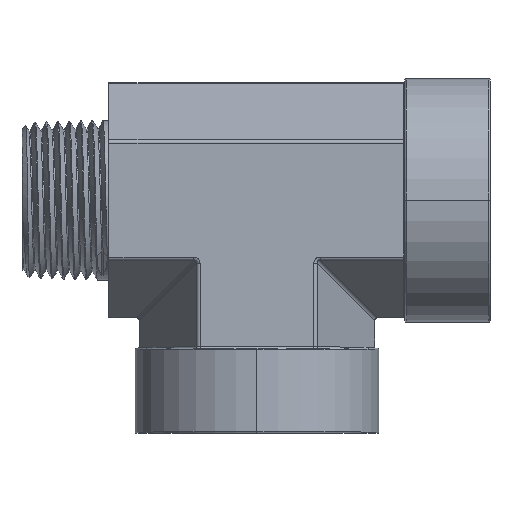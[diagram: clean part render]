
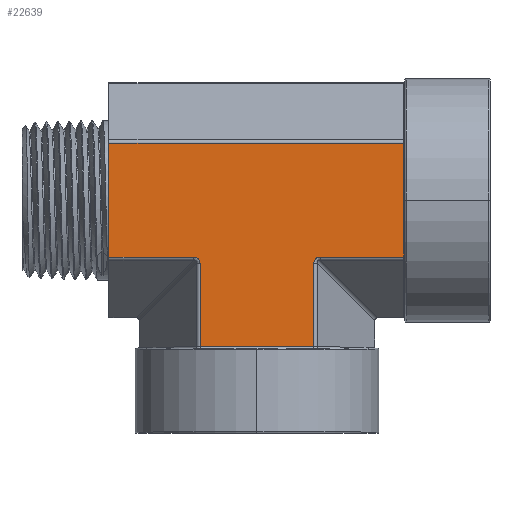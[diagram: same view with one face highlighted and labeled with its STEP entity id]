
A CAD part, top view. The second image highlights one B-rep face of the part: STEP entity #22639.
In plain terms, the highlighted planar face has unit normal (0, 0, 1).
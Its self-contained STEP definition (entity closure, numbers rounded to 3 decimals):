
#350=DIRECTION('',(0.,1.,0.));
#351=VECTOR('',#350,23.845);
#352=CARTESIAN_POINT('',(-31.,-11.922,21.45));
#353=LINE('',#352,#351);
#10913=DIRECTION('',(-1.,0.,0.));
#10914=VECTOR('',#10913,23.845);
#10915=CARTESIAN_POINT('',(11.922,-30.75,21.45));
#10916=LINE('',#10915,#10914);
#10920=DIRECTION('',(0.,1.,0.));
#10921=VECTOR('',#10920,17.442);
#10922=CARTESIAN_POINT('',(-11.922,-30.75,21.45));
#10923=LINE('',#10922,#10921);
#10927=CARTESIAN_POINT('',(-13.308,-11.922,
21.45));
#10928=CARTESIAN_POINT('',(-13.261,-11.922,
21.45));
#10929=CARTESIAN_POINT('',(-13.17,-11.926,
21.45));
#10930=CARTESIAN_POINT('',(-13.039,-11.942,
21.45));
#10931=CARTESIAN_POINT('',(-12.914,-11.969,
21.45));
#10932=CARTESIAN_POINT('',(-12.797,-12.004,
21.45));
#10933=CARTESIAN_POINT('',(-12.689,-12.047,
21.45));
#10934=CARTESIAN_POINT('',(-12.591,-12.096,
21.45));
#10935=CARTESIAN_POINT('',(-12.501,-12.151,
21.45));
#10936=CARTESIAN_POINT('',(-12.419,-12.21,
21.45));
#10937=CARTESIAN_POINT('',(-12.344,-12.274,21.45));
#10938=CARTESIAN_POINT('',(-12.274,-12.344,21.45));
#10939=CARTESIAN_POINT('',(-12.21,-12.419,
21.45));
#10940=CARTESIAN_POINT('',(-12.15,-12.502,
21.45));
#10941=CARTESIAN_POINT('',(-12.096,-12.592,
21.45));
#10942=CARTESIAN_POINT('',(-12.047,-12.69,
21.45));
#10943=CARTESIAN_POINT('',(-12.004,-12.798,
21.45));
#10944=CARTESIAN_POINT('',(-11.969,-12.914,
21.45));
#10945=CARTESIAN_POINT('',(-11.942,-13.039,
21.45));
#10946=CARTESIAN_POINT('',(-11.926,-13.171,
21.45));
#10947=CARTESIAN_POINT('',(-11.922,-13.262,
21.45));
#10948=CARTESIAN_POINT('',(-11.922,-13.308,
21.45));
#10953=DIRECTION('',(1.,0.,0.));
#10954=VECTOR('',#10953,17.692);
#10955=CARTESIAN_POINT('',(-31.,-11.922,21.45));
#10956=LINE('',#10955,#10954);
#10960=DIRECTION('',(1.,0.,0.));
#10961=VECTOR('',#10960,61.75);
#10962=CARTESIAN_POINT('',(-31.,11.922,21.45));
#10963=LINE('',#10962,#10961);
#10967=DIRECTION('',(0.,-1.,0.));
#10968=VECTOR('',#10967,23.845);
#10969=CARTESIAN_POINT('',(30.75,11.922,21.45));
#10970=LINE('',#10969,#10968);
#10974=DIRECTION('',(-1.,0.,0.));
#10975=VECTOR('',#10974,17.442);
#10976=CARTESIAN_POINT('',(30.75,-11.922,21.45));
#10977=LINE('',#10976,#10975);
#10981=CARTESIAN_POINT('',(11.922,-13.308,
21.45));
#10982=CARTESIAN_POINT('',(11.922,-13.261,
21.45));
#10983=CARTESIAN_POINT('',(11.926,-13.17,
21.45));
#10984=CARTESIAN_POINT('',(11.942,-13.039,
21.45));
#10985=CARTESIAN_POINT('',(11.969,-12.914,
21.45));
#10986=CARTESIAN_POINT('',(12.004,-12.797,
21.45));
#10987=CARTESIAN_POINT('',(12.047,-12.689,
21.45));
#10988=CARTESIAN_POINT('',(12.096,-12.591,
21.45));
#10989=CARTESIAN_POINT('',(12.151,-12.501,
21.45));
#10990=CARTESIAN_POINT('',(12.21,-12.419,
21.45));
#10991=CARTESIAN_POINT('',(12.274,-12.344,21.45));
#10992=CARTESIAN_POINT('',(12.344,-12.274,21.45));
#10993=CARTESIAN_POINT('',(12.419,-12.21,
21.45));
#10994=CARTESIAN_POINT('',(12.502,-12.15,
21.45));
#10995=CARTESIAN_POINT('',(12.592,-12.096,
21.45));
#10996=CARTESIAN_POINT('',(12.69,-12.047,
21.45));
#10997=CARTESIAN_POINT('',(12.798,-12.004,
21.45));
#10998=CARTESIAN_POINT('',(12.914,-11.969,
21.45));
#10999=CARTESIAN_POINT('',(13.039,-11.942,
21.45));
#11000=CARTESIAN_POINT('',(13.171,-11.926,
21.45));
#11001=CARTESIAN_POINT('',(13.262,-11.922,
21.45));
#11002=CARTESIAN_POINT('',(13.308,-11.922,
21.45));
#11007=DIRECTION('',(0.,1.,0.));
#11008=VECTOR('',#11007,17.442);
#11009=CARTESIAN_POINT('',(11.922,-30.75,21.45));
#11010=LINE('',#11009,#11008);
#16816=CARTESIAN_POINT('',(-31.,-11.922,21.45));
#16817=CARTESIAN_POINT('',(-13.308,-11.922,
21.45));
#16818=VERTEX_POINT('',#16816);
#16819=VERTEX_POINT('',#16817);
#16822=VERTEX_POINT('',#10948);
#16855=CARTESIAN_POINT('',(-31.,11.922,21.45));
#16856=VERTEX_POINT('',#16855);
#16942=VERTEX_POINT('',#10981);
#16943=VERTEX_POINT('',#11002);
#16998=CARTESIAN_POINT('',(11.922,-30.75,21.45));
#16999=CARTESIAN_POINT('',(-11.922,-30.75,21.45));
#17000=VERTEX_POINT('',#16998);
#17001=VERTEX_POINT('',#16999);
#17046=CARTESIAN_POINT('',(30.75,11.922,21.45));
#17047=CARTESIAN_POINT('',(30.75,-11.922,21.45));
#17048=VERTEX_POINT('',#17046);
#17049=VERTEX_POINT('',#17047);
#22614=CARTESIAN_POINT('',(0.,12.384,21.45));
#22615=DIRECTION('',(0.,0.,1.));
#22616=DIRECTION('',(0.,-1.,0.));
#22617=AXIS2_PLACEMENT_3D('',#22614,#22615,#22616);
#22618=PLANE('',#22617);
#22620=ORIENTED_EDGE('',*,*,#22619,.T.);
#22622=ORIENTED_EDGE('',*,*,#22621,.T.);
#22624=ORIENTED_EDGE('',*,*,#22623,.F.);
#22625=ORIENTED_EDGE('',*,*,#22605,.F.);
#22626=ORIENTED_EDGE('',*,*,#17300,.T.);
#22628=ORIENTED_EDGE('',*,*,#22627,.T.);
#22630=ORIENTED_EDGE('',*,*,#22629,.T.);
#22632=ORIENTED_EDGE('',*,*,#22631,.T.);
#22634=ORIENTED_EDGE('',*,*,#22633,.F.);
#22636=ORIENTED_EDGE('',*,*,#22635,.F.);
#22637=EDGE_LOOP('',(#22620,#22622,#22624,#22625,#22626,#22628,#22630,#22632,
#22634,#22636));
#22638=FACE_OUTER_BOUND('',#22637,.F.);
#10949=B_SPLINE_CURVE_WITH_KNOTS('',3,(#10927,#10928,#10929,#10930,#10931,
#10932,#10933,#10934,#10935,#10936,#10937,#10938,#10939,#10940,#10941,#10942,
#10943,#10944,#10945,#10946,#10947,#10948),.UNSPECIFIED.,.F.,.F.,(4,1,1,1,1,1,1,
1,1,1,1,1,1,1,1,1,1,1,1,4),(0.,0.053,0.105,
0.158,0.211,0.263,0.316,
0.368,0.421,0.474,0.526,
0.579,0.632,0.684,0.737,
0.789,0.842,0.895,0.947,1.),
.UNSPECIFIED.);
#11003=B_SPLINE_CURVE_WITH_KNOTS('',3,(#10981,#10982,#10983,#10984,#10985,
#10986,#10987,#10988,#10989,#10990,#10991,#10992,#10993,#10994,#10995,#10996,
#10997,#10998,#10999,#11000,#11001,#11002),.UNSPECIFIED.,.F.,.F.,(4,1,1,1,1,1,1,
1,1,1,1,1,1,1,1,1,1,1,1,4),(0.,0.053,0.105,
0.158,0.211,0.263,0.316,
0.368,0.421,0.474,0.526,
0.579,0.632,0.684,0.737,
0.789,0.842,0.895,0.947,1.),
.UNSPECIFIED.);
#17300=EDGE_CURVE('',#16818,#16856,#353,.T.);
#22605=EDGE_CURVE('',#16818,#16819,#10956,.T.);
#22619=EDGE_CURVE('',#17000,#17001,#10916,.T.);
#22621=EDGE_CURVE('',#17001,#16822,#10923,.T.);
#22623=EDGE_CURVE('',#16819,#16822,#10949,.T.);
#22627=EDGE_CURVE('',#16856,#17048,#10963,.T.);
#22629=EDGE_CURVE('',#17048,#17049,#10970,.T.);
#22631=EDGE_CURVE('',#17049,#16943,#10977,.T.);
#22633=EDGE_CURVE('',#16942,#16943,#11003,.T.);
#22635=EDGE_CURVE('',#17000,#16942,#11010,.T.);
#22639=ADVANCED_FACE('',(#22638),#22618,.T.);
